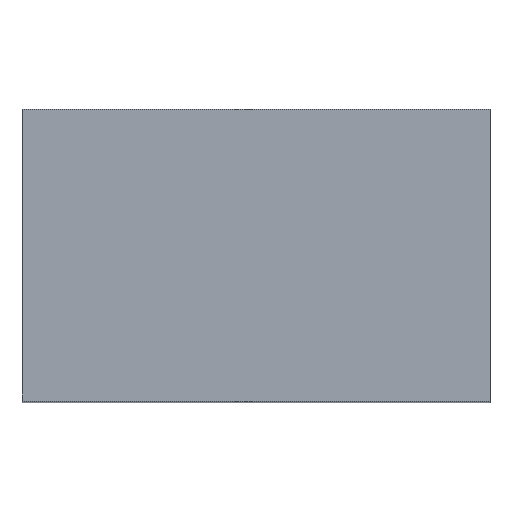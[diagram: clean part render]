
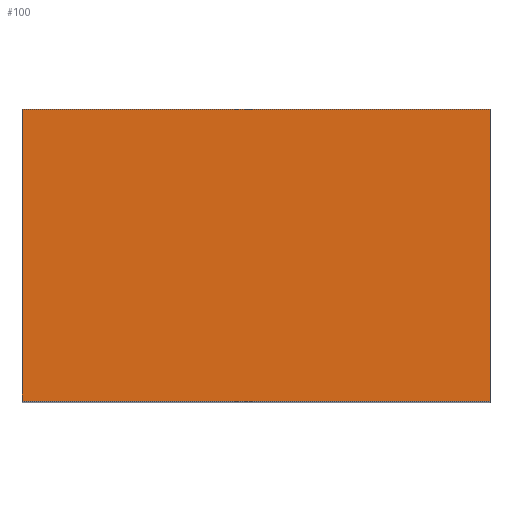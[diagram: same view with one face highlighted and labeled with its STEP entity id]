
A CAD part, top view. The second image highlights one B-rep face of the part: STEP entity #100.
In plain terms, the highlighted planar face has unit normal (0, 0, 1).
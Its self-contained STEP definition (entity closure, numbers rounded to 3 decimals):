
#12=ORIENTED_EDGE('',*,*,#36,.T.);
#13=ORIENTED_EDGE('',*,*,#37,.T.);
#14=ORIENTED_EDGE('',*,*,#38,.F.);
#15=ORIENTED_EDGE('',*,*,#39,.F.);
#36=EDGE_CURVE('',#48,#49,#56,.T.);
#37=EDGE_CURVE('',#49,#50,#57,.T.);
#38=EDGE_CURVE('',#51,#50,#58,.T.);
#39=EDGE_CURVE('',#48,#51,#59,.T.);
#48=VERTEX_POINT('',#167);
#49=VERTEX_POINT('',#168);
#50=VERTEX_POINT('',#170);
#51=VERTEX_POINT('',#172);
#56=LINE('',#166,#68);
#57=LINE('',#169,#69);
#58=LINE('',#171,#70);
#59=LINE('',#173,#71);
#68=VECTOR('',#142,1000.);
#69=VECTOR('',#143,1000.);
#70=VECTOR('',#144,1000.);
#71=VECTOR('',#145,1000.);
#80=EDGE_LOOP('',(#12,#13,#14,#15));
#86=FACE_BOUND('',#80,.T.);
#92=PLANE('',#132);
#100=ADVANCED_FACE('',(#86),#92,.F.);
#132=AXIS2_PLACEMENT_3D('',#165,#140,#141);
#140=DIRECTION('',(0.,0.,-1.));
#141=DIRECTION('',(0.,1.,0.));
#142=DIRECTION('',(-1.,0.,0.));
#143=DIRECTION('',(0.,-1.,0.));
#144=DIRECTION('',(-1.,0.,0.));
#145=DIRECTION('',(0.,-1.,0.));
#165=CARTESIAN_POINT('',(16.237,-1.25,17.674));
#166=CARTESIAN_POINT('',(16.237,-1.,17.674));
#167=CARTESIAN_POINT('',(16.237,-1.,17.674));
#168=CARTESIAN_POINT('',(15.436,-1.,17.674));
#169=CARTESIAN_POINT('',(15.436,-1.25,17.674));
#170=CARTESIAN_POINT('',(15.436,-1.5,17.674));
#171=CARTESIAN_POINT('',(15.836,-1.5,17.674));
#172=CARTESIAN_POINT('',(16.237,-1.5,17.674));
#173=CARTESIAN_POINT('',(16.237,-1.25,17.674));
